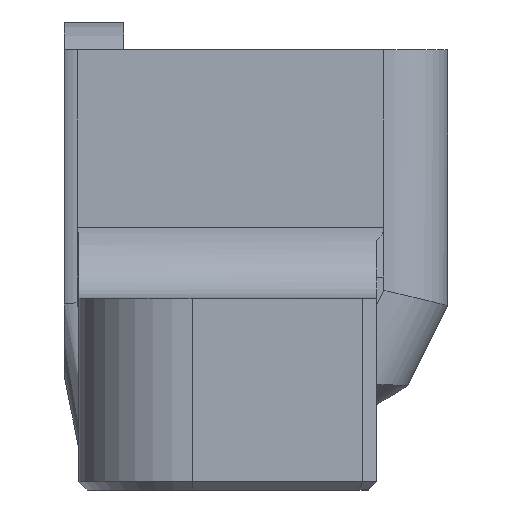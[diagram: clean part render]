
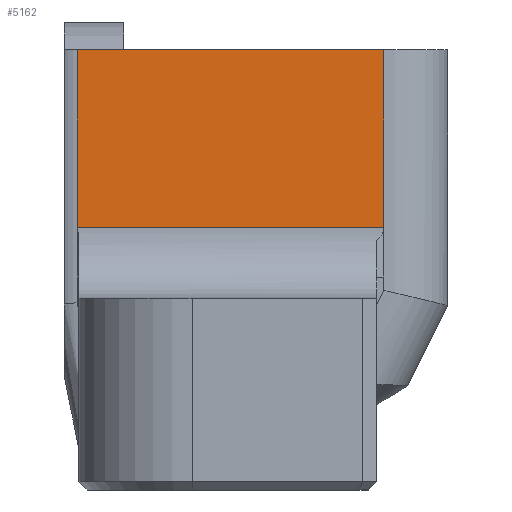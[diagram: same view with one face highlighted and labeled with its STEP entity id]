
A CAD part, left-side view. The second image highlights one B-rep face of the part: STEP entity #5162.
In plain terms, the highlighted planar face has unit normal (-1, 0, 0).
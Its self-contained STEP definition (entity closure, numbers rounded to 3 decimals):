
#212 = CYLINDRICAL_SURFACE('',#213,5.);
#213 = AXIS2_PLACEMENT_3D('',#214,#215,#216);
#214 = CARTESIAN_POINT('',(-28.,0.,18.5));
#215 = DIRECTION('',(0.,1.,0.));
#216 = DIRECTION('',(1.,0.,0.));
#1809 = CYLINDRICAL_SURFACE('',#1810,4.5);
#1810 = AXIS2_PLACEMENT_3D('',#1811,#1812,#1813);
#1811 = CARTESIAN_POINT('',(-18.5,-0.5,13.));
#1812 = DIRECTION('',(0.,0.,1.));
#1813 = DIRECTION('',(-1.,0.,0.));
#2008 = VERTEX_POINT('',#2009);
#2009 = CARTESIAN_POINT('',(-23.,-0.5,18.5));
#2427 = VERTEX_POINT('',#2428);
#2428 = CARTESIAN_POINT('',(-23.,21.1,18.5));
#2726 = EDGE_CURVE('',#2427,#2008,#2727,.T.);
#2727 = SURFACE_CURVE('',#2728,(#2732,#2761),.PCURVE_S1.);
#2728 = LINE('',#2729,#2730);
#2729 = CARTESIAN_POINT('',(-23.,22.,18.5));
#2730 = VECTOR('',#2731,1.);
#2731 = DIRECTION('',(0.,-1.,0.));
#2732 = PCURVE('',#212,#2733);
#2733 = DEFINITIONAL_REPRESENTATION('',(#2734),#2760);
#2734 = B_SPLINE_CURVE_WITH_KNOTS('',3,(#2735,#2736,#2737,#2738,#2739,
    #2740,#2741,#2742,#2743,#2744,#2745,#2746,#2747,#2748,#2749,#2750,
    #2751,#2752,#2753,#2754,#2755,#2756,#2757,#2758,#2759),
  .UNSPECIFIED.,.F.,.F.,(4,1,1,1,1,1,1,1,1,1,1,1,1,1,1,1,1,1,1,1,1,1,4),
  (0.9,1.882,2.864,3.845,4.827,
    5.809,6.791,7.773,8.755,
    9.736,10.718,11.7,12.682,13.664,
    14.645,15.627,16.609,17.591,
    18.573,19.555,20.536,21.518,22.5
    ),.QUASI_UNIFORM_KNOTS.);
#2735 = CARTESIAN_POINT('',(0.,21.1));
#2736 = CARTESIAN_POINT('',(0.,20.773));
#2737 = CARTESIAN_POINT('',(0.,20.118));
#2738 = CARTESIAN_POINT('',(0.,19.136));
#2739 = CARTESIAN_POINT('',(0.,18.155));
#2740 = CARTESIAN_POINT('',(0.,17.173));
#2741 = CARTESIAN_POINT('',(0.,16.191));
#2742 = CARTESIAN_POINT('',(0.,15.209));
#2743 = CARTESIAN_POINT('',(0.,14.227));
#2744 = CARTESIAN_POINT('',(0.,13.245));
#2745 = CARTESIAN_POINT('',(0.,12.264));
#2746 = CARTESIAN_POINT('',(0.,11.282));
#2747 = CARTESIAN_POINT('',(0.,10.3));
#2748 = CARTESIAN_POINT('',(0.,9.318));
#2749 = CARTESIAN_POINT('',(0.,8.336));
#2750 = CARTESIAN_POINT('',(0.,7.355));
#2751 = CARTESIAN_POINT('',(0.,6.373));
#2752 = CARTESIAN_POINT('',(0.,5.391));
#2753 = CARTESIAN_POINT('',(0.,4.409));
#2754 = CARTESIAN_POINT('',(0.,3.427));
#2755 = CARTESIAN_POINT('',(0.,2.445));
#2756 = CARTESIAN_POINT('',(0.,1.464));
#2757 = CARTESIAN_POINT('',(0.,0.482));
#2758 = CARTESIAN_POINT('',(0.,-0.173));
#2759 = CARTESIAN_POINT('',(0.,-0.5));
#2760 = ( GEOMETRIC_REPRESENTATION_CONTEXT(2) 
PARAMETRIC_REPRESENTATION_CONTEXT() REPRESENTATION_CONTEXT('2D SPACE',''
  ) );
#2761 = PCURVE('',#2762,#2767);
#2762 = PLANE('',#2763);
#2763 = AXIS2_PLACEMENT_3D('',#2764,#2765,#2766);
#2764 = CARTESIAN_POINT('',(-23.,22.,18.5));
#2765 = DIRECTION('',(-1.,0.,0.));
#2766 = DIRECTION('',(0.,0.,1.));
#2767 = DEFINITIONAL_REPRESENTATION('',(#2768),#2772);
#2768 = LINE('',#2769,#2770);
#2769 = CARTESIAN_POINT('',(0.,0.));
#2770 = VECTOR('',#2771,1.);
#2771 = DIRECTION('',(0.,-1.));
#2772 = ( GEOMETRIC_REPRESENTATION_CONTEXT(2) 
PARAMETRIC_REPRESENTATION_CONTEXT() REPRESENTATION_CONTEXT('2D SPACE',''
  ) );
#3623 = PLANE('',#3624);
#3624 = AXIS2_PLACEMENT_3D('',#3625,#3626,#3627);
#3625 = CARTESIAN_POINT('',(5.,17.5,31.));
#3626 = DIRECTION('',(0.,0.,1.));
#3627 = DIRECTION('',(1.,0.,0.));
#4752 = VERTEX_POINT('',#4753);
#4753 = CARTESIAN_POINT('',(-23.,-0.5,31.));
#4775 = EDGE_CURVE('',#2008,#4752,#4776,.T.);
#4776 = SURFACE_CURVE('',#4777,(#4781,#4788),.PCURVE_S1.);
#4777 = LINE('',#4778,#4779);
#4778 = CARTESIAN_POINT('',(-23.,-0.5,13.));
#4779 = VECTOR('',#4780,1.);
#4780 = DIRECTION('',(0.,0.,1.));
#4781 = PCURVE('',#1809,#4782);
#4782 = DEFINITIONAL_REPRESENTATION('',(#4783),#4787);
#4783 = LINE('',#4784,#4785);
#4784 = CARTESIAN_POINT('',(0.,0.));
#4785 = VECTOR('',#4786,1.);
#4786 = DIRECTION('',(0.,1.));
#4787 = ( GEOMETRIC_REPRESENTATION_CONTEXT(2) 
PARAMETRIC_REPRESENTATION_CONTEXT() REPRESENTATION_CONTEXT('2D SPACE',''
  ) );
#4788 = PCURVE('',#2762,#4789);
#4789 = DEFINITIONAL_REPRESENTATION('',(#4790),#4794);
#4790 = LINE('',#4791,#4792);
#4791 = CARTESIAN_POINT('',(-5.5,-22.5));
#4792 = VECTOR('',#4793,1.);
#4793 = DIRECTION('',(1.,0.));
#4794 = ( GEOMETRIC_REPRESENTATION_CONTEXT(2) 
PARAMETRIC_REPRESENTATION_CONTEXT() REPRESENTATION_CONTEXT('2D SPACE',''
  ) );
#5123 = CYLINDRICAL_SURFACE('',#5124,1.9);
#5124 = AXIS2_PLACEMENT_3D('',#5125,#5126,#5127);
#5125 = CARTESIAN_POINT('',(-21.1,21.1,13.));
#5126 = DIRECTION('',(0.,0.,1.));
#5127 = DIRECTION('',(-1.,0.,0.));
#5162 = ADVANCED_FACE('',(#5163),#2762,.T.);
#5163 = FACE_BOUND('',#5164,.T.);
#5164 = EDGE_LOOP('',(#5165,#5188,#5189,#5190));
#5165 = ORIENTED_EDGE('',*,*,#5166,.F.);
#5166 = EDGE_CURVE('',#2427,#5167,#5169,.T.);
#5167 = VERTEX_POINT('',#5168);
#5168 = CARTESIAN_POINT('',(-23.,21.1,31.));
#5169 = SURFACE_CURVE('',#5170,(#5174,#5181),.PCURVE_S1.);
#5170 = LINE('',#5171,#5172);
#5171 = CARTESIAN_POINT('',(-23.,21.1,13.));
#5172 = VECTOR('',#5173,1.);
#5173 = DIRECTION('',(0.,0.,1.));
#5174 = PCURVE('',#2762,#5175);
#5175 = DEFINITIONAL_REPRESENTATION('',(#5176),#5180);
#5176 = LINE('',#5177,#5178);
#5177 = CARTESIAN_POINT('',(-5.5,-0.9));
#5178 = VECTOR('',#5179,1.);
#5179 = DIRECTION('',(1.,0.));
#5180 = ( GEOMETRIC_REPRESENTATION_CONTEXT(2) 
PARAMETRIC_REPRESENTATION_CONTEXT() REPRESENTATION_CONTEXT('2D SPACE',''
  ) );
#5181 = PCURVE('',#5123,#5182);
#5182 = DEFINITIONAL_REPRESENTATION('',(#5183),#5187);
#5183 = LINE('',#5184,#5185);
#5184 = CARTESIAN_POINT('',(-0.,0.));
#5185 = VECTOR('',#5186,1.);
#5186 = DIRECTION('',(-0.,1.));
#5187 = ( GEOMETRIC_REPRESENTATION_CONTEXT(2) 
PARAMETRIC_REPRESENTATION_CONTEXT() REPRESENTATION_CONTEXT('2D SPACE',''
  ) );
#5188 = ORIENTED_EDGE('',*,*,#2726,.T.);
#5189 = ORIENTED_EDGE('',*,*,#4775,.T.);
#5190 = ORIENTED_EDGE('',*,*,#5191,.F.);
#5191 = EDGE_CURVE('',#5167,#4752,#5192,.T.);
#5192 = SURFACE_CURVE('',#5193,(#5197,#5204),.PCURVE_S1.);
#5193 = LINE('',#5194,#5195);
#5194 = CARTESIAN_POINT('',(-23.,21.1,31.));
#5195 = VECTOR('',#5196,1.);
#5196 = DIRECTION('',(0.,-1.,0.));
#5197 = PCURVE('',#2762,#5198);
#5198 = DEFINITIONAL_REPRESENTATION('',(#5199),#5203);
#5199 = LINE('',#5200,#5201);
#5200 = CARTESIAN_POINT('',(12.5,-0.9));
#5201 = VECTOR('',#5202,1.);
#5202 = DIRECTION('',(0.,-1.));
#5203 = ( GEOMETRIC_REPRESENTATION_CONTEXT(2) 
PARAMETRIC_REPRESENTATION_CONTEXT() REPRESENTATION_CONTEXT('2D SPACE',''
  ) );
#5204 = PCURVE('',#3623,#5205);
#5205 = DEFINITIONAL_REPRESENTATION('',(#5206),#5210);
#5206 = LINE('',#5207,#5208);
#5207 = CARTESIAN_POINT('',(-28.,3.6));
#5208 = VECTOR('',#5209,1.);
#5209 = DIRECTION('',(0.,-1.));
#5210 = ( GEOMETRIC_REPRESENTATION_CONTEXT(2) 
PARAMETRIC_REPRESENTATION_CONTEXT() REPRESENTATION_CONTEXT('2D SPACE',''
  ) );
